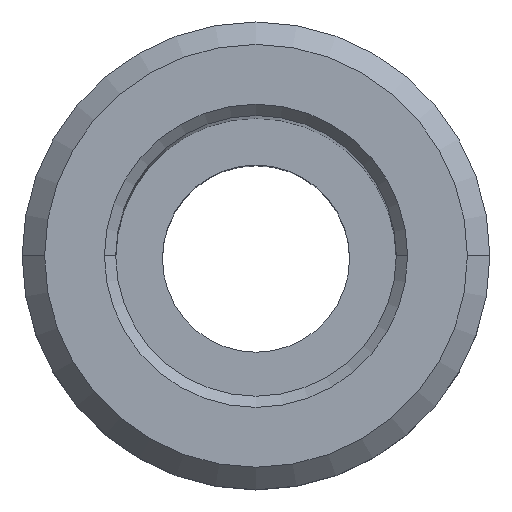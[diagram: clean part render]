
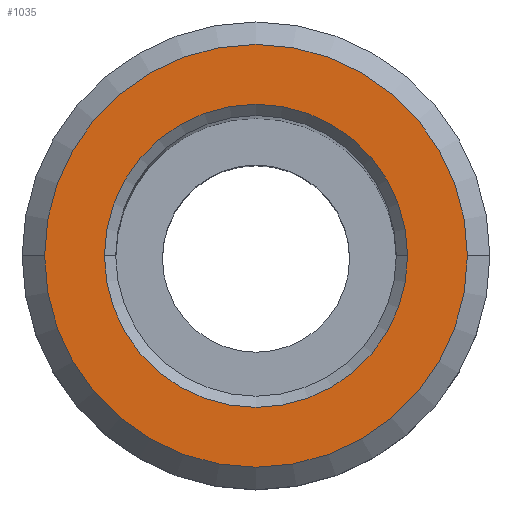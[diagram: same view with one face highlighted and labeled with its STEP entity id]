
A CAD part, top view. The second image highlights one B-rep face of the part: STEP entity #1035.
In plain terms, the highlighted planar face has unit normal (0, 0, 1).
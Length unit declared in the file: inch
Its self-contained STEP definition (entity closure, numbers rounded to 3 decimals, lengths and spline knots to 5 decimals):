
#12 = ORIENTED_EDGE ( 'NONE', *, *, #1045, .T. ) ;
#40 = DIRECTION ( 'NONE',  ( -1., 0., 0. ) ) ;
#53 = AXIS2_PLACEMENT_3D ( 'NONE', #1032, #285, #782 ) ;
#110 = CARTESIAN_POINT ( 'NONE',  ( -0.2025, 0., 0. ) ) ;
#113 = CARTESIAN_POINT ( 'NONE',  ( 0., 0.3125, 0. ) ) ;
#120 = PLANE ( 'NONE',  #722 ) ;
#131 = EDGE_CURVE ( 'NONE', #177, #569, #776, .T. ) ;
#177 = VERTEX_POINT ( 'NONE', #456 ) ;
#188 = CIRCLE ( 'NONE', #479, 0.2825 ) ;
#195 = CARTESIAN_POINT ( 'NONE',  ( 0.2825, 0., 0. ) ) ;
#237 = AXIS2_PLACEMENT_3D ( 'NONE', #283, #607, #40 ) ;
#239 = AXIS2_PLACEMENT_3D ( 'NONE', #422, #789, #610 ) ;
#283 = CARTESIAN_POINT ( 'NONE',  ( 0., 0., 0. ) ) ;
#285 = DIRECTION ( 'NONE',  ( 0., 0., 1. ) ) ;
#332 = ORIENTED_EDGE ( 'NONE', *, *, #613, .T. ) ;
#367 = DIRECTION ( 'NONE',  ( 0., 0., 1. ) ) ;
#402 = EDGE_LOOP ( 'NONE', ( #733, #332 ) ) ;
#422 = CARTESIAN_POINT ( 'NONE',  ( 0., 0., 0. ) ) ;
#440 = DIRECTION ( 'NONE',  ( -1., 0., 0. ) ) ;
#448 = CARTESIAN_POINT ( 'NONE',  ( 0., 0., 0. ) ) ;
#456 = CARTESIAN_POINT ( 'NONE',  ( 0.2025, 0., 0. ) ) ;
#479 = AXIS2_PLACEMENT_3D ( 'NONE', #448, #367, #440 ) ;
#522 = FACE_BOUND ( 'NONE', #402, .T. ) ;
#538 = ORIENTED_EDGE ( 'NONE', *, *, #1069, .T. ) ;
#569 = VERTEX_POINT ( 'NONE', #110 ) ;
#573 = VERTEX_POINT ( 'NONE', #195 ) ;
#597 = CIRCLE ( 'NONE', #239, 0.2025 ) ;
#607 = DIRECTION ( 'NONE',  ( 0., 0., -1. ) ) ;
#610 = DIRECTION ( 'NONE',  ( -1., 0., 0. ) ) ;
#613 = EDGE_CURVE ( 'NONE', #569, #177, #597, .T. ) ;
#697 = CARTESIAN_POINT ( 'NONE',  ( -0.2825, 0., 0. ) ) ;
#722 = AXIS2_PLACEMENT_3D ( 'NONE', #113, #939, #961 ) ;
#733 = ORIENTED_EDGE ( 'NONE', *, *, #131, .T. ) ;
#776 = CIRCLE ( 'NONE', #237, 0.2025 ) ;
#782 = DIRECTION ( 'NONE',  ( -1., 0., 0. ) ) ;
#789 = DIRECTION ( 'NONE',  ( 0., 0., -1. ) ) ;
#802 = CIRCLE ( 'NONE', #53, 0.2825 ) ;
#918 = FACE_OUTER_BOUND ( 'NONE', #1070, .T. ) ;
#939 = DIRECTION ( 'NONE',  ( 0., 0., -1. ) ) ;
#961 = DIRECTION ( 'NONE',  ( -1., 0., 0. ) ) ;
#1032 = CARTESIAN_POINT ( 'NONE',  ( 0., 0., 0. ) ) ;
#1035 = ADVANCED_FACE ( 'NONE', ( #918, #522 ), #120, .F. ) ;
#1045 = EDGE_CURVE ( 'NONE', #1061, #573, #802, .T. ) ;
#1061 = VERTEX_POINT ( 'NONE', #697 ) ;
#1069 = EDGE_CURVE ( 'NONE', #573, #1061, #188, .T. ) ;
#1070 = EDGE_LOOP ( 'NONE', ( #12, #538 ) ) ;
